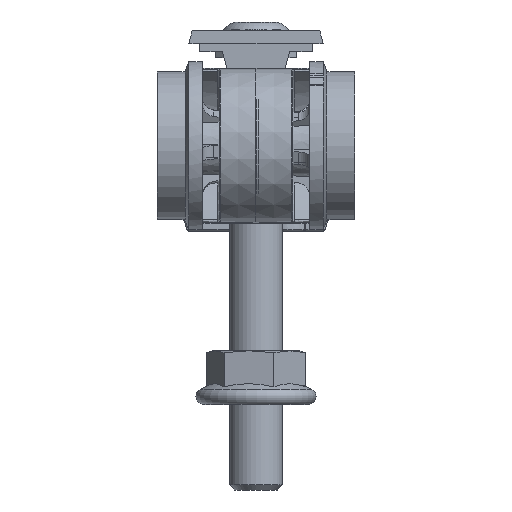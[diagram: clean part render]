
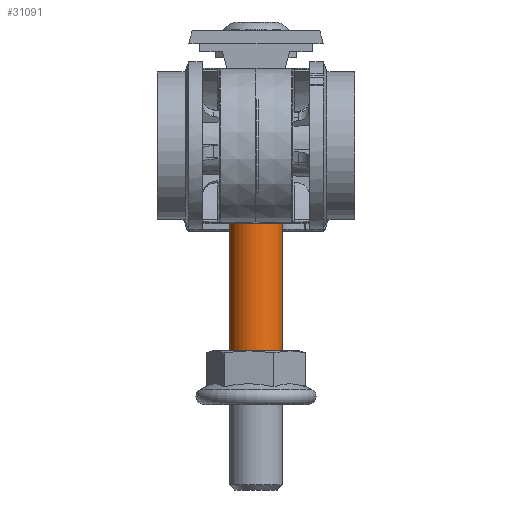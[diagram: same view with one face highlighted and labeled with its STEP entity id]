
A CAD part, front view. The second image highlights one B-rep face of the part: STEP entity #31091.
In plain terms, the highlighted cylindrical face has radius 4 mm (diameter 8 mm), a full revolution.
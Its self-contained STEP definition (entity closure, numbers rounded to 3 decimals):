
#1524=CYLINDRICAL_SURFACE('',#34295,4.);
#2575=CIRCLE('',#34160,4.);
#2638=CIRCLE('',#34296,4.);
#5045=FACE_OUTER_BOUND('',#7030,.T.);
#7030=EDGE_LOOP('',(#26015,#26016,#26017,#26018));
#9146=LINE('',#58067,#11332);
#11332=VECTOR('',#42064,4.);
#13918=VERTEX_POINT('',#57129);
#14024=VERTEX_POINT('',#58066);
#17984=EDGE_CURVE('',#13918,#13918,#2575,.T.);
#18163=EDGE_CURVE('',#13918,#14024,#9146,.T.);
#18164=EDGE_CURVE('',#14024,#14024,#2638,.T.);
#26015=ORIENTED_EDGE('',*,*,#17984,.T.);
#26016=ORIENTED_EDGE('',*,*,#18163,.T.);
#26017=ORIENTED_EDGE('',*,*,#18164,.F.);
#26018=ORIENTED_EDGE('',*,*,#18163,.F.);
#31091=ADVANCED_FACE('',(#5045),#1524,.T.);
#34160=AXIS2_PLACEMENT_3D('',#57130,#41716,#41717);
#34295=AXIS2_PLACEMENT_3D('',#58065,#42062,#42063);
#34296=AXIS2_PLACEMENT_3D('',#58068,#42065,#42066);
#41716=DIRECTION('center_axis',(0.,0.,
1.));
#41717=DIRECTION('ref_axis',(0.,-1.,0.));
#42062=DIRECTION('center_axis',(0.,0.,
-1.));
#42063=DIRECTION('ref_axis',(0.,-1.,0.));
#42064=DIRECTION('',(0.,0.,1.));
#42065=DIRECTION('center_axis',(0.,0.,
1.));
#42066=DIRECTION('ref_axis',(0.,-1.,0.));
#57129=CARTESIAN_POINT('',(0.,-75.754,-30.5));
#57130=CARTESIAN_POINT('Origin',(0.,-79.754,
-30.5));
#58065=CARTESIAN_POINT('Origin',(0.,-79.754,
-28.7));
#58066=CARTESIAN_POINT('',(0.,-75.754,-11.5));
#58067=CARTESIAN_POINT('',(0.,-75.754,-28.7));
#58068=CARTESIAN_POINT('Origin',(0.,-79.754,
-11.5));
